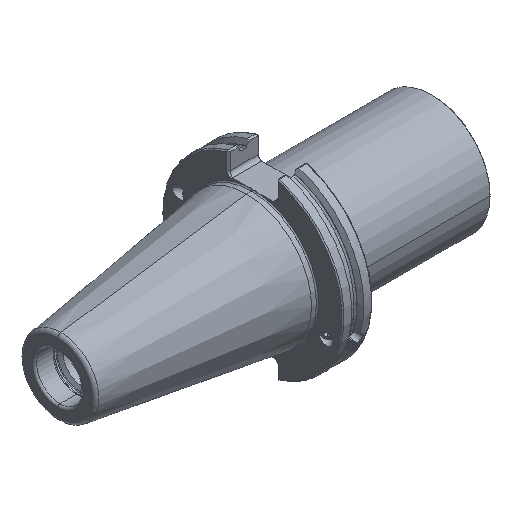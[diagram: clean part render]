
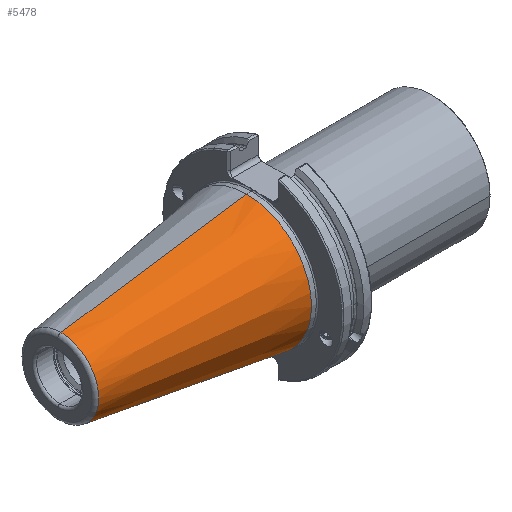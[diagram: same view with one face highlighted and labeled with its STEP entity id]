
A CAD part, isometric view. The second image highlights one B-rep face of the part: STEP entity #5478.
In plain terms, the highlighted conical face has half-angle 8.297 degrees and reference radius 34.925 mm.
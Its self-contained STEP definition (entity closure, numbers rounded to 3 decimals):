
#114 = CARTESIAN_POINT ( 'NONE',  ( 0., 0., 34.925 ) ) ;
#485 = DIRECTION ( 'NONE',  ( 0., 0., -1. ) ) ;
#708 = VECTOR ( 'NONE', #1693, 1000. ) ;
#851 = DIRECTION ( 'NONE',  ( 0., 0., 1. ) ) ;
#983 = CARTESIAN_POINT ( 'NONE',  ( 0., 0., -34.925 ) ) ;
#1181 = EDGE_CURVE ( 'NONE', #6581, #2106, #6003, .T. ) ;
#1310 = EDGE_CURVE ( 'NONE', #2106, #4016, #7296, .T. ) ;
#1393 = DIRECTION ( 'NONE',  ( 0.99, 0., 0.144 ) ) ;
#1693 = DIRECTION ( 'NONE',  ( 0.99, 0., -0.144 ) ) ;
#1911 = AXIS2_PLACEMENT_3D ( 'NONE', #6634, #5423, #485 ) ;
#2106 = VERTEX_POINT ( 'NONE', #3373 ) ;
#2849 = EDGE_LOOP ( 'NONE', ( #5090, #7710, #6341, #5500 ) ) ;
#3231 = AXIS2_PLACEMENT_3D ( 'NONE', #4087, #6350, #4045 ) ;
#3373 = CARTESIAN_POINT ( 'NONE',  ( 0., 0., -34.925 ) ) ;
#3493 = VECTOR ( 'NONE', #1393, 1000. ) ;
#3914 = EDGE_CURVE ( 'NONE', #5106, #4016, #5748, .T. ) ;
#4016 = VERTEX_POINT ( 'NONE', #4886 ) ;
#4045 = DIRECTION ( 'NONE',  ( 0., 0., 1. ) ) ;
#4087 = CARTESIAN_POINT ( 'NONE',  ( -99.889, 0., 0. ) ) ;
#4779 = AXIS2_PLACEMENT_3D ( 'NONE', #6313, #7029, #851 ) ;
#4886 = CARTESIAN_POINT ( 'NONE',  ( 0., 0., 34.925 ) ) ;
#5090 = ORIENTED_EDGE ( 'NONE', *, *, #3914, .F. ) ;
#5106 = VERTEX_POINT ( 'NONE', #8033 ) ;
#5423 = DIRECTION ( 'NONE',  ( 1., 0., 0. ) ) ;
#5478 = ADVANCED_FACE ( 'NONE', ( #6749 ), #6367, .T. ) ;
#5500 = ORIENTED_EDGE ( 'NONE', *, *, #1310, .T. ) ;
#5748 = LINE ( 'NONE', #114, #3493 ) ;
#6003 = LINE ( 'NONE', #983, #708 ) ;
#6129 = EDGE_CURVE ( 'NONE', #6581, #5106, #7570, .T. ) ;
#6313 = CARTESIAN_POINT ( 'NONE',  ( 0., 0., 0. ) ) ;
#6341 = ORIENTED_EDGE ( 'NONE', *, *, #1181, .T. ) ;
#6350 = DIRECTION ( 'NONE',  ( -1., 0., 0. ) ) ;
#6367 = CONICAL_SURFACE ( 'NONE', #1911, 34.925, 0.145 ) ;
#6581 = VERTEX_POINT ( 'NONE', #7987 ) ;
#6634 = CARTESIAN_POINT ( 'NONE',  ( 0., 0., 0. ) ) ;
#6749 = FACE_OUTER_BOUND ( 'NONE', #2849, .T. ) ;
#7029 = DIRECTION ( 'NONE',  ( -1., 0., 0. ) ) ;
#7296 = CIRCLE ( 'NONE', #4779, 34.925 ) ;
#7570 = CIRCLE ( 'NONE', #3231, 20.358 ) ;
#7710 = ORIENTED_EDGE ( 'NONE', *, *, #6129, .F. ) ;
#7987 = CARTESIAN_POINT ( 'NONE',  ( -99.889, 0., -20.358 ) ) ;
#8033 = CARTESIAN_POINT ( 'NONE',  ( -99.889, 0., 20.358 ) ) ;
